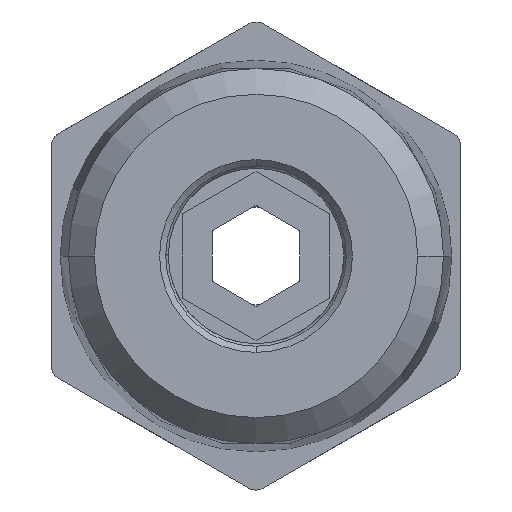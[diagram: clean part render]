
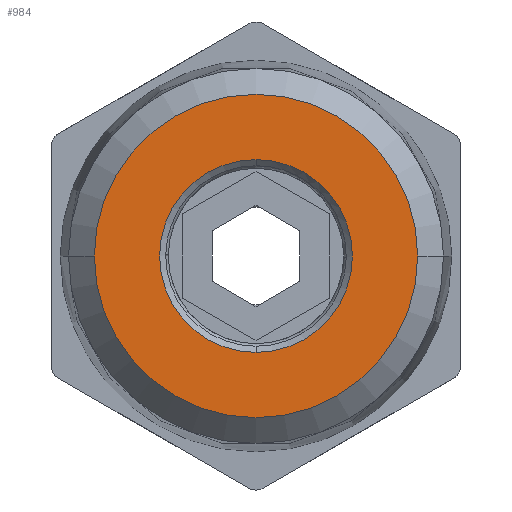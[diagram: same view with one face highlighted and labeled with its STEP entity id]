
A CAD part, front view. The second image highlights one B-rep face of the part: STEP entity #984.
In plain terms, the highlighted planar face has unit normal (0, -1, 0).
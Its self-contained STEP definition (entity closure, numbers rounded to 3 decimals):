
#984=ADVANCED_FACE('',(#2667,#2668),#2669,.T.);
#2667=FACE_OUTER_BOUND('',#5336,.T.);
#2668=FACE_BOUND('',#5337,.T.);
#2669=PLANE('',#5338);
#5336=EDGE_LOOP('',(#11084,#11085));
#5337=EDGE_LOOP('',(#11086,#11087,#11088));
#5338=AXIS2_PLACEMENT_3D('',#11089,#11090,#11091);
#11084=ORIENTED_EDGE('',*,*,#17493,.F.);
#11085=ORIENTED_EDGE('',*,*,#17494,.F.);
#11086=ORIENTED_EDGE('',*,*,#17495,.T.);
#11087=ORIENTED_EDGE('',*,*,#17496,.T.);
#11088=ORIENTED_EDGE('',*,*,#17497,.T.);
#11089=CARTESIAN_POINT('',(0.0,-9.9,0.0));
#11090=DIRECTION('',(0.0,-1.0,0.0));
#11091=DIRECTION('',(0.0,0.0,-1.0));
#17493=EDGE_CURVE('',#20631,#20632,#20633,.T.);
#17494=EDGE_CURVE('',#20632,#20631,#20634,.T.);
#17495=EDGE_CURVE('',#20635,#20636,#20637,.T.);
#17496=EDGE_CURVE('',#20636,#20638,#20639,.T.);
#17497=EDGE_CURVE('',#20638,#20635,#20640,.T.);
#20631=VERTEX_POINT('',#25278);
#20632=VERTEX_POINT('',#25279);
#20633=CIRCLE('',#25280,5.532);
#20634=CIRCLE('',#25281,5.532);
#20635=VERTEX_POINT('',#25282);
#20636=VERTEX_POINT('',#25283);
#20637=CIRCLE('',#25284,3.3);
#20638=VERTEX_POINT('',#25285);
#20639=CIRCLE('',#25286,3.3);
#20640=CIRCLE('',#25287,3.3);
#25278=CARTESIAN_POINT('',(-5.532,-9.9,0.0));
#25279=CARTESIAN_POINT('',(5.532,-9.9,0.));
#25280=AXIS2_PLACEMENT_3D('',#32349,#32350,#32351);
#25281=AXIS2_PLACEMENT_3D('',#32352,#32353,#32354);
#25282=CARTESIAN_POINT('',(-3.3,-9.9,0.0));
#25283=CARTESIAN_POINT('',(0.,-9.9,3.3));
#25284=AXIS2_PLACEMENT_3D('',#32355,#32356,#32357);
#25285=CARTESIAN_POINT('',(0.,-9.9,-3.3));
#25286=AXIS2_PLACEMENT_3D('',#32358,#32359,#32360);
#25287=AXIS2_PLACEMENT_3D('',#32361,#32362,#32363);
#32349=CARTESIAN_POINT('',(0.0,-9.9,0.0));
#32350=DIRECTION('',(-0.0,1.0,0.0));
#32351=DIRECTION('',(1.0,0.0,0.0));
#32352=CARTESIAN_POINT('',(0.0,-9.9,0.0));
#32353=DIRECTION('',(-0.0,1.0,0.0));
#32354=DIRECTION('',(1.0,0.0,0.0));
#32355=CARTESIAN_POINT('',(0.0,-9.9,0.0));
#32356=DIRECTION('',(0.0,1.0,0.0));
#32357=DIRECTION('',(0.0,0.0,-1.0));
#32358=CARTESIAN_POINT('',(0.0,-9.9,0.0));
#32359=DIRECTION('',(0.0,1.0,0.0));
#32360=DIRECTION('',(0.0,0.0,-1.0));
#32361=CARTESIAN_POINT('',(0.0,-9.9,0.0));
#32362=DIRECTION('',(0.0,1.0,0.0));
#32363=DIRECTION('',(0.0,0.0,-1.0));
